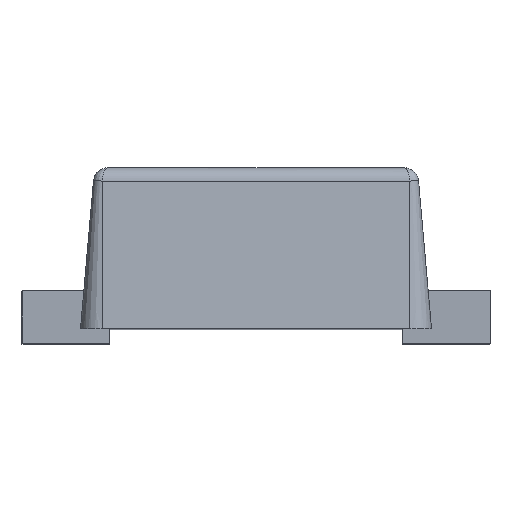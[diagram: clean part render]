
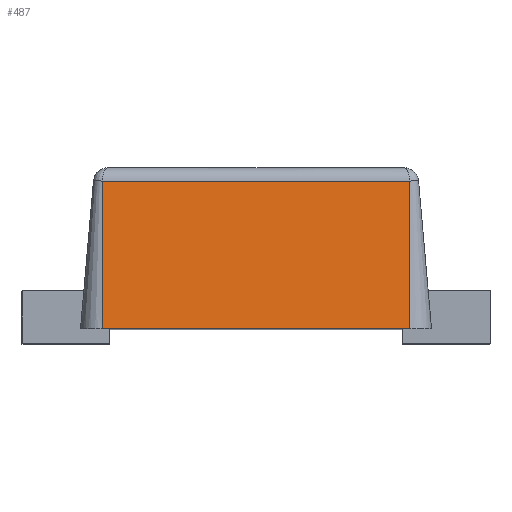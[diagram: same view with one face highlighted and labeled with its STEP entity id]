
A CAD part, top view. The second image highlights one B-rep face of the part: STEP entity #487.
In plain terms, the highlighted planar face has unit normal (0, 0.087, 0.996).
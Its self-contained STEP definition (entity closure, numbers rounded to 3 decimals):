
#56 = ORIENTED_EDGE ( 'NONE', *, *, #196, .T. ) ;
#106 = AXIS2_PLACEMENT_3D ( 'NONE', #1292, #1022, #2618 ) ;
#166 = DIRECTION ( 'NONE',  ( -1., 0., 0. ) ) ;
#196 = EDGE_CURVE ( 'NONE', #3473, #2555, #1042, .T. ) ;
#348 = EDGE_LOOP ( 'NONE', ( #3009, #852, #2282, #56 ) ) ;
#377 = VECTOR ( 'NONE', #2456, 1000. ) ;
#487 = ADVANCED_FACE ( 'NONE', ( #2899 ), #1241, .T. ) ;
#579 = VECTOR ( 'NONE', #166, 1000. ) ;
#852 = ORIENTED_EDGE ( 'NONE', *, *, #3148, .T. ) ;
#857 = CARTESIAN_POINT ( 'NONE',  ( 0.525, 0.05, 1.05 ) ) ;
#1022 = DIRECTION ( 'NONE',  ( 0., 0.087, 0.996 ) ) ;
#1042 = LINE ( 'NONE', #2349, #2871 ) ;
#1241 = PLANE ( 'NONE',  #106 ) ;
#1258 = DIRECTION ( 'NONE',  ( 1., 0., 0. ) ) ;
#1292 = CARTESIAN_POINT ( 'NONE',  ( -0.525, 0.05, 1.05 ) ) ;
#1364 = CARTESIAN_POINT ( 'NONE',  ( 0.525, 0.05, 1.05 ) ) ;
#1464 = EDGE_CURVE ( 'NONE', #2963, #2555, #2724, .T. ) ;
#2040 = CARTESIAN_POINT ( 'NONE',  ( -0.525, 0.554, 1.006 ) ) ;
#2161 = EDGE_CURVE ( 'NONE', #2167, #3473, #2702, .T. ) ;
#2167 = VERTEX_POINT ( 'NONE', #3488 ) ;
#2282 = ORIENTED_EDGE ( 'NONE', *, *, #2161, .T. ) ;
#2349 = CARTESIAN_POINT ( 'NONE',  ( -0.525, 0.05, 1.05 ) ) ;
#2448 = DIRECTION ( 'NONE',  ( 0., -0.996, 0.087 ) ) ;
#2456 = DIRECTION ( 'NONE',  ( 0., -0.996, 0.087 ) ) ;
#2555 = VERTEX_POINT ( 'NONE', #857 ) ;
#2618 = DIRECTION ( 'NONE',  ( 0., -0.996, 0.087 ) ) ;
#2702 = LINE ( 'NONE', #3246, #3481 ) ;
#2724 = LINE ( 'NONE', #1364, #377 ) ;
#2871 = VECTOR ( 'NONE', #1258, 1000. ) ;
#2899 = FACE_OUTER_BOUND ( 'NONE', #348, .T. ) ;
#2963 = VERTEX_POINT ( 'NONE', #3235 ) ;
#3009 = ORIENTED_EDGE ( 'NONE', *, *, #1464, .F. ) ;
#3079 = CARTESIAN_POINT ( 'NONE',  ( -0.525, 0.05, 1.05 ) ) ;
#3144 = LINE ( 'NONE', #2040, #579 ) ;
#3148 = EDGE_CURVE ( 'NONE', #2963, #2167, #3144, .T. ) ;
#3235 = CARTESIAN_POINT ( 'NONE',  ( 0.525, 0.554, 1.006 ) ) ;
#3246 = CARTESIAN_POINT ( 'NONE',  ( -0.525, 0.05, 1.05 ) ) ;
#3473 = VERTEX_POINT ( 'NONE', #3079 ) ;
#3481 = VECTOR ( 'NONE', #2448, 1000. ) ;
#3488 = CARTESIAN_POINT ( 'NONE',  ( -0.525, 0.554, 1.006 ) ) ;
